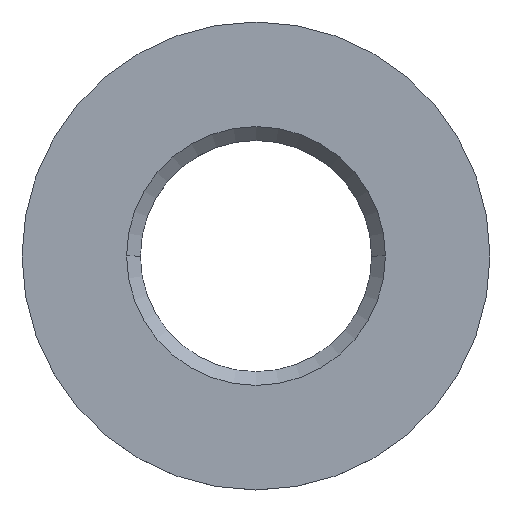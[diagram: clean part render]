
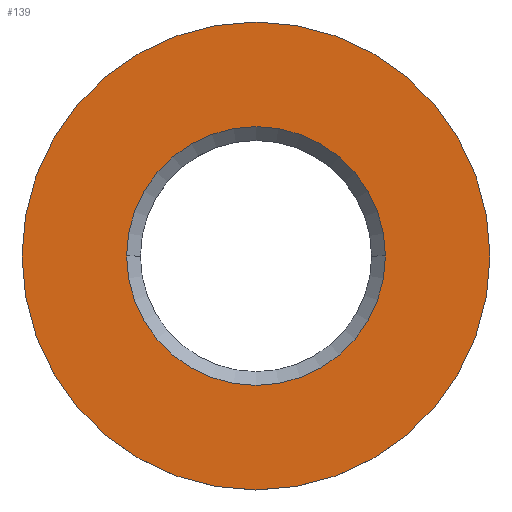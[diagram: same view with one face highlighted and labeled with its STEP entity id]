
A CAD part, top view. The second image highlights one B-rep face of the part: STEP entity #139.
In plain terms, the highlighted planar face has unit normal (0, 0, 1).
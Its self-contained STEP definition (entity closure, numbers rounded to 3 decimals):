
#73=EDGE_CURVE('',#95,#137,#175,.T.);
#75=EDGE_CURVE('',#137,#95,#177,.T.);
#95=VERTEX_POINT('',#200);
#113=EDGE_CURVE('',#131,#141,#219,.T.);
#127=EDGE_CURVE('',#141,#131,#234,.T.);
#131=VERTEX_POINT('',#238);
#137=VERTEX_POINT('',#246);
#139=ADVANCED_FACE('',(#248,#249),#250,.T.);
#141=VERTEX_POINT('',#252);
#175=CIRCLE('',#281,8.5);
#177=CIRCLE('',#284,8.5);
#200=CARTESIAN_POINT('',(-8.5,0.,3.2));
#219=CIRCLE('',#339,4.7);
#234=CIRCLE('',#358,4.7);
#238=CARTESIAN_POINT('',(-4.7,0.,3.2));
#246=CARTESIAN_POINT('',(8.5,0.,3.2));
#248=FACE_OUTER_BOUND('',#374,.T.);
#249=FACE_BOUND('',#375,.T.);
#250=PLANE('',#376);
#252=CARTESIAN_POINT('',(4.7,0.,3.2));
#281=AXIS2_PLACEMENT_3D('',#399,#400,#401);
#284=AXIS2_PLACEMENT_3D('',#402,#403,#404);
#339=AXIS2_PLACEMENT_3D('',#458,#459,#460);
#358=AXIS2_PLACEMENT_3D('',#477,#478,#479);
#374=EDGE_LOOP('',(#498,#499));
#375=EDGE_LOOP('',(#500,#501));
#376=AXIS2_PLACEMENT_3D('',#502,#503,#504);
#399=CARTESIAN_POINT('',(0.,0.,3.2));
#400=DIRECTION('',(-0.0,0.0,-1.0));
#401=DIRECTION('',(-1.0,0.,0.0));
#402=CARTESIAN_POINT('',(0.,0.,3.2));
#403=DIRECTION('',(-0.0,0.0,-1.0));
#404=DIRECTION('',(-1.0,0.,0.0));
#458=CARTESIAN_POINT('',(0.,0.,3.2));
#459=DIRECTION('',(-0.0,0.0,-1.0));
#460=DIRECTION('',(-1.0,0.,0.0));
#477=CARTESIAN_POINT('',(0.,0.,3.2));
#478=DIRECTION('',(-0.0,0.0,-1.0));
#479=DIRECTION('',(-1.0,0.,0.0));
#498=ORIENTED_EDGE('',*,*,#73,.F.);
#499=ORIENTED_EDGE('',*,*,#75,.F.);
#500=ORIENTED_EDGE('',*,*,#113,.T.);
#501=ORIENTED_EDGE('',*,*,#127,.T.);
#502=CARTESIAN_POINT('',(-6.6,0.,3.2));
#503=DIRECTION('',(0.0,0.0,1.0));
#504=DIRECTION('',(-1.0,0.,0.0));
